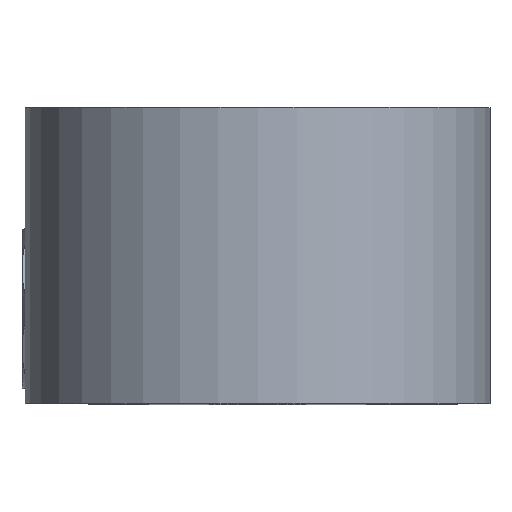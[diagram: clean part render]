
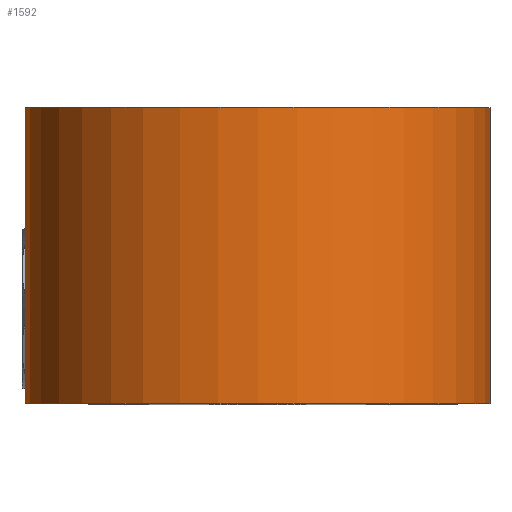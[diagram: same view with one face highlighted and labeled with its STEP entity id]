
A CAD part, top view. The second image highlights one B-rep face of the part: STEP entity #1592.
In plain terms, the highlighted cylindrical face has radius 34.925 mm (diameter 69.85 mm), a partial arc.
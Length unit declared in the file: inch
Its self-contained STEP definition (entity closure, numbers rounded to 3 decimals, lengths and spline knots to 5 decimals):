
#149=CARTESIAN_POINT('',(0.,0.,0.));
#150=DIRECTION('',(0.,1.,0.));
#151=DIRECTION('',(-0.953,0.,-0.303));
#152=AXIS2_PLACEMENT_3D('',#149,#150,#151);
#531=CARTESIAN_POINT('',(0.,1.75,0.));
#532=DIRECTION('',(0.,1.,0.));
#533=DIRECTION('',(-0.953,0.,-0.303));
#534=AXIS2_PLACEMENT_3D('',#531,#532,#533);
#574=DIRECTION('',(0.,1.,0.));
#575=VECTOR('',#574,1.75);
#576=CARTESIAN_POINT('',(1.31021,0.,-0.41712));
#577=LINE('',#576,#575);
#652=CARTESIAN_POINT('',(-1.31021,0.20391,
-0.41712));
#678=CARTESIAN_POINT('',(-1.31021,0.92009,
-0.41712));
#705=CARTESIAN_POINT('',(-1.31021,0.92009,
-0.41712));
#706=CARTESIAN_POINT('',(-1.31602,0.89013,
-0.39884));
#707=CARTESIAN_POINT('',(-1.32546,0.82693,
-0.36658));
#708=CARTESIAN_POINT('',(-1.33415,0.72421,
-0.33298));
#709=CARTESIAN_POINT('',(-1.33825,0.61662,
-0.31579));
#710=CARTESIAN_POINT('',(-1.33825,0.50738,
-0.31579));
#711=CARTESIAN_POINT('',(-1.33415,0.39979,
-0.33298));
#712=CARTESIAN_POINT('',(-1.32546,0.29707,
-0.36658));
#713=CARTESIAN_POINT('',(-1.31602,0.23387,
-0.39884));
#714=CARTESIAN_POINT('',(-1.31021,0.20391,
-0.41712));
#727=DIRECTION('',(0.,1.,0.));
#728=VECTOR('',#727,0.82991);
#729=CARTESIAN_POINT('',(-1.31021,0.92009,
-0.41712));
#730=LINE('',#729,#728);
#734=DIRECTION('',(0.,1.,0.));
#735=VECTOR('',#734,0.20391);
#736=CARTESIAN_POINT('',(-1.31021,0.,-0.41712));
#737=LINE('',#736,#735);
#1056=CARTESIAN_POINT('',(-1.31021,0.,-0.41712));
#1057=CARTESIAN_POINT('',(1.31021,0.,-0.41712));
#1058=VERTEX_POINT('',#1056);
#1059=VERTEX_POINT('',#1057);
#1064=CARTESIAN_POINT('',(-1.31021,1.75,-0.41712));
#1065=CARTESIAN_POINT('',(1.31021,1.75,-0.41712));
#1066=VERTEX_POINT('',#1064);
#1067=VERTEX_POINT('',#1065);
#1086=VERTEX_POINT('',#678);
#1088=VERTEX_POINT('',#652);
#1579=CARTESIAN_POINT('',(0.,0.,0.));
#1580=DIRECTION('',(0.,1.,0.));
#1581=DIRECTION('',(-1.,0.,0.));
#1582=AXIS2_PLACEMENT_3D('',#1579,#1580,#1581);
#1583=CYLINDRICAL_SURFACE('',#1582,1.375);
#1584=ORIENTED_EDGE('',*,*,#1569,.F.);
#1585=ORIENTED_EDGE('',*,*,#1554,.T.);
#1586=ORIENTED_EDGE('',*,*,#1484,.T.);
#1587=ORIENTED_EDGE('',*,*,#1505,.F.);
#1588=ORIENTED_EDGE('',*,*,#1186,.F.);
#1589=ORIENTED_EDGE('',*,*,#1537,.T.);
#1590=EDGE_LOOP('',(#1584,#1585,#1586,#1587,#1588,#1589));
#1591=FACE_OUTER_BOUND('',#1590,.F.);
#1592=ADVANCED_FACE('',(#1591),#1583,.T.);
#153=CIRCLE('',#152,1.375);
#535=CIRCLE('',#534,1.375);
#715=B_SPLINE_CURVE_WITH_KNOTS('',3,(#705,#706,#707,#708,#709,#710,#711,#712,
#713,#714),.UNSPECIFIED.,.F.,.F.,(4,1,1,1,1,1,1,4),(0.,0.14286,
0.28571,0.42857,0.57143,0.71429,
0.85714,1.),.UNSPECIFIED.);
#1186=EDGE_CURVE('',#1058,#1059,#153,.T.);
#1484=EDGE_CURVE('',#1066,#1067,#535,.T.);
#1505=EDGE_CURVE('',#1059,#1067,#577,.T.);
#1537=EDGE_CURVE('',#1058,#1088,#737,.T.);
#1554=EDGE_CURVE('',#1086,#1066,#730,.T.);
#1569=EDGE_CURVE('',#1086,#1088,#715,.T.);
